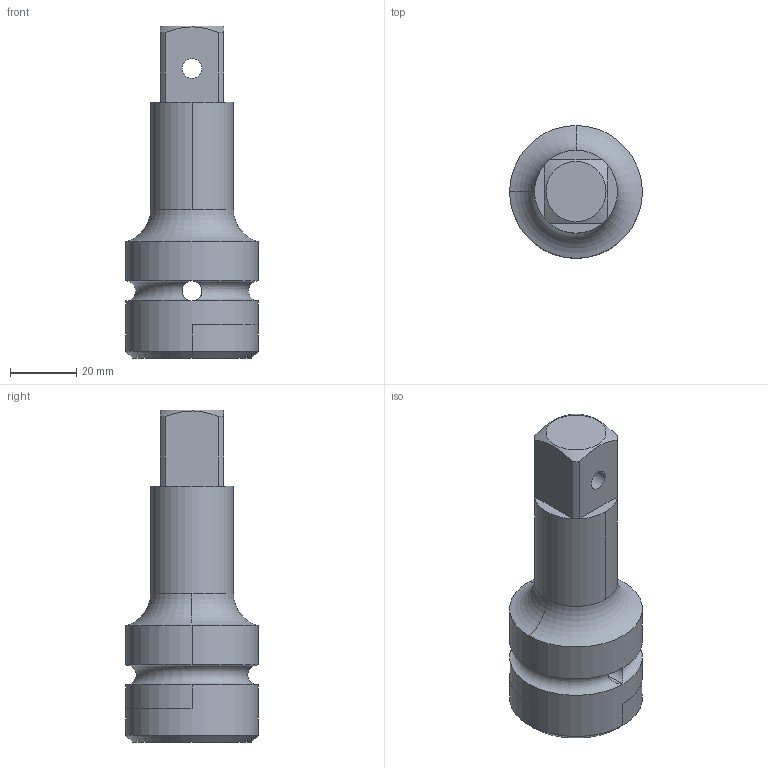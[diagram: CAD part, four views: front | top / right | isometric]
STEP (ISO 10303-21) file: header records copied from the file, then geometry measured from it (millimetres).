
FILE_DESCRIPTION((''),'2;1');
FILE_NAME('4023360801','2023-09-07T11:00:19',('a00565553'),(''),'CREO PARAMETRIC BY PTC INC, 2022414','CREO PARAMETRIC BY PTC INC, 2022414','');
FILE_SCHEMA(('CONFIG_CONTROL_DESIGN','GEOMETRIC_VALIDATION_PROPERTIES_MIM'));
Length unit declared in the file: millimetre
Products named in the file (1): 4023360801
Bounding box: 40 x 40 x 100 mm (x, y, z)
Volume: 57615.6 mm3; surface area: 14677.2 mm2
Topology: 1 solids, 1 shells, 50 faces, 136 edges, 88 vertices
Faces by surface type: cylinder 24, plane 12, cone 10, torus 4
Entity records: 2292 total; most frequent: CARTESIAN_POINT 468, DIRECTION 276, ORIENTED_EDGE 272, PRESENTATION_STYLE_ASSIGNMENT 137, STYLED_ITEM 137, CURVE_STYLE 136, EDGE_CURVE 136, AXIS2_PLACEMENT_3D 112
